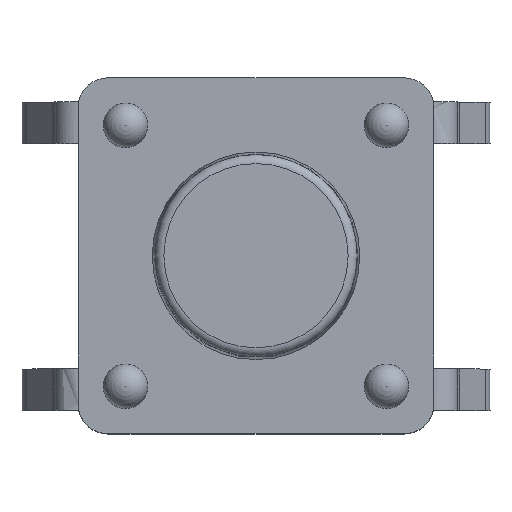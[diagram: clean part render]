
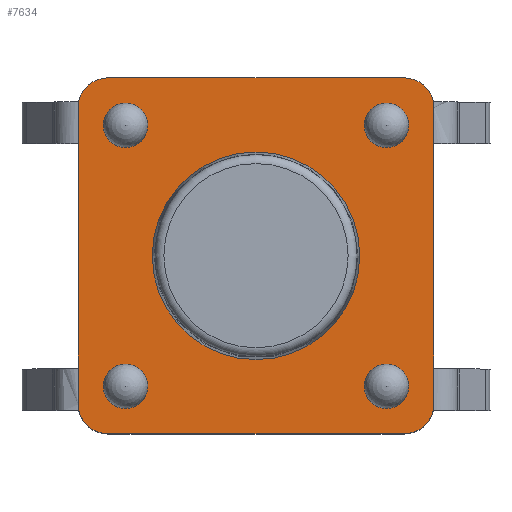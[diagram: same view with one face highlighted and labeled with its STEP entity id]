
A CAD part, top view. The second image highlights one B-rep face of the part: STEP entity #7634.
In plain terms, the highlighted planar face has unit normal (0, 0, 1).
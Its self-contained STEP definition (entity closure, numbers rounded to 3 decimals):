
#7182=CARTESIAN_POINT('',(-2.5,-3.,0.3));
#7183=VERTEX_POINT('',#7182);
#7184=CARTESIAN_POINT('',(-3.0,-2.5,0.3));
#7185=VERTEX_POINT('',#7184);
#7186=CARTESIAN_POINT('',(-2.5,-2.5,0.3));
#7187=DIRECTION('',(0.0,0.0,-1.0));
#7188=DIRECTION('',(-0.707,-0.707,0.0));
#7189=AXIS2_PLACEMENT_3D('',#7186,#7187,#7188);
#7190=CIRCLE('',#7189,0.5);
#7191=EDGE_CURVE('',#7183,#7185,#7190,.T.);
#7233=CARTESIAN_POINT('',(2.5,-3.,0.3));
#7234=VERTEX_POINT('',#7233);
#7241=CARTESIAN_POINT('',(2.5,-3.,0.3));
#7242=DIRECTION('',(-1.0,0.0,0.0));
#7243=VECTOR('',#7242,5.0);
#7244=LINE('',#7241,#7243);
#7245=EDGE_CURVE('',#7234,#7183,#7244,.T.);
#7369=CARTESIAN_POINT('',(-3.0,2.5,0.3));
#7370=VERTEX_POINT('',#7369);
#7371=CARTESIAN_POINT('',(-2.5,3.,0.3));
#7372=VERTEX_POINT('',#7371);
#7373=CARTESIAN_POINT('',(-2.5,2.5,0.3));
#7374=DIRECTION('',(0.0,0.0,-1.));
#7375=DIRECTION('',(-0.707,0.707,0.0));
#7376=AXIS2_PLACEMENT_3D('',#7373,#7374,#7375);
#7377=CIRCLE('',#7376,0.5);
#7378=EDGE_CURVE('',#7370,#7372,#7377,.T.);
#7402=CARTESIAN_POINT('',(2.5,3.,0.3));
#7403=VERTEX_POINT('',#7402);
#7404=CARTESIAN_POINT('',(-2.5,3.,0.3));
#7405=DIRECTION('',(1.0,0.0,0.0));
#7406=VECTOR('',#7405,5.0);
#7407=LINE('',#7404,#7406);
#7408=EDGE_CURVE('',#7372,#7403,#7407,.T.);
#7425=CARTESIAN_POINT('',(3.0,2.5,0.3));
#7426=VERTEX_POINT('',#7425);
#7427=CARTESIAN_POINT('',(2.5,2.5,0.3));
#7428=DIRECTION('',(0.0,0.0,-1.0));
#7429=DIRECTION('',(0.707,0.707,0.0));
#7430=AXIS2_PLACEMENT_3D('',#7427,#7428,#7429);
#7431=CIRCLE('',#7430,0.5);
#7432=EDGE_CURVE('',#7403,#7426,#7431,.T.);
#7450=CARTESIAN_POINT('',(3.0,-2.5,0.3));
#7451=VERTEX_POINT('',#7450);
#7452=CARTESIAN_POINT('',(2.5,-2.5,0.3));
#7453=DIRECTION('',(0.0,0.0,-1.));
#7454=DIRECTION('',(0.707,-0.707,0.0));
#7455=AXIS2_PLACEMENT_3D('',#7452,#7453,#7454);
#7456=CIRCLE('',#7455,0.5);
#7457=EDGE_CURVE('',#7451,#7234,#7456,.T.);
#7475=CARTESIAN_POINT('',(1.75,0.,0.3));
#7476=VERTEX_POINT('',#7475);
#7477=CARTESIAN_POINT('',(0.0,0.0,0.3));
#7478=DIRECTION('',(0.0,0.0,-1.0));
#7479=DIRECTION('',(-1.0,0.0,0.0));
#7480=AXIS2_PLACEMENT_3D('',#7477,#7478,#7479);
#7481=CIRCLE('',#7480,1.75);
#7482=EDGE_CURVE('',#7476,#7476,#7481,.T.);
#7495=CARTESIAN_POINT('',(2.575,-2.2,0.3));
#7496=VERTEX_POINT('',#7495);
#7497=CARTESIAN_POINT('',(2.2,-2.2,0.3));
#7498=DIRECTION('',(0.0,0.0,-1.0));
#7499=DIRECTION('',(-1.0,0.0,0.0));
#7500=AXIS2_PLACEMENT_3D('',#7497,#7498,#7499);
#7501=CIRCLE('',#7500,0.375);
#7502=EDGE_CURVE('',#7496,#7496,#7501,.T.);
#7515=CARTESIAN_POINT('',(-1.825,-2.2,0.3));
#7516=VERTEX_POINT('',#7515);
#7517=CARTESIAN_POINT('',(-2.2,-2.2,0.3));
#7518=DIRECTION('',(0.0,0.0,-1.0));
#7519=DIRECTION('',(-1.0,0.0,0.0));
#7520=AXIS2_PLACEMENT_3D('',#7517,#7518,#7519);
#7521=CIRCLE('',#7520,0.375);
#7522=EDGE_CURVE('',#7516,#7516,#7521,.T.);
#7535=CARTESIAN_POINT('',(2.575,2.2,0.3));
#7536=VERTEX_POINT('',#7535);
#7537=CARTESIAN_POINT('',(2.2,2.2,0.3));
#7538=DIRECTION('',(0.0,0.0,-1.0));
#7539=DIRECTION('',(-1.0,0.0,0.0));
#7540=AXIS2_PLACEMENT_3D('',#7537,#7538,#7539);
#7541=CIRCLE('',#7540,0.375);
#7542=EDGE_CURVE('',#7536,#7536,#7541,.T.);
#7555=CARTESIAN_POINT('',(-1.825,2.2,0.3));
#7556=VERTEX_POINT('',#7555);
#7557=CARTESIAN_POINT('',(-2.2,2.2,0.3));
#7558=DIRECTION('',(0.0,0.0,-1.0));
#7559=DIRECTION('',(-1.0,0.0,0.0));
#7560=AXIS2_PLACEMENT_3D('',#7557,#7558,#7559);
#7561=CIRCLE('',#7560,0.375);
#7562=EDGE_CURVE('',#7556,#7556,#7561,.T.);
#7576=CARTESIAN_POINT('',(3.0,2.5,0.3));
#7577=DIRECTION('',(0.0,-1.0,0.0));
#7578=VECTOR('',#7577,5.0);
#7579=LINE('',#7576,#7578);
#7580=EDGE_CURVE('',#7426,#7451,#7579,.T.);
#7593=CARTESIAN_POINT('',(-3.0,-2.5,0.3));
#7594=DIRECTION('',(0.0,1.0,0.0));
#7595=VECTOR('',#7594,5.0);
#7596=LINE('',#7593,#7595);
#7597=EDGE_CURVE('',#7185,#7370,#7596,.T.);
#7604=CARTESIAN_POINT('',(0.0,0.,0.3));
#7605=DIRECTION('',(0.0,0.0,1.0));
#7606=DIRECTION('',(1.0,0.0,0.0));
#7607=AXIS2_PLACEMENT_3D('',#7604,#7605,#7606);
#7608=PLANE('',#7607);
#7609=ORIENTED_EDGE('',*,*,#7191,.F.);
#7610=ORIENTED_EDGE('',*,*,#7245,.F.);
#7611=ORIENTED_EDGE('',*,*,#7457,.F.);
#7612=ORIENTED_EDGE('',*,*,#7580,.F.);
#7613=ORIENTED_EDGE('',*,*,#7432,.F.);
#7614=ORIENTED_EDGE('',*,*,#7408,.F.);
#7615=ORIENTED_EDGE('',*,*,#7378,.F.);
#7616=ORIENTED_EDGE('',*,*,#7597,.F.);
#7617=EDGE_LOOP('',(#7609,#7610,#7611,#7612,#7613,#7614,#7615,#7616));
#7618=FACE_OUTER_BOUND('',#7617,.T.);
#7619=ORIENTED_EDGE('',*,*,#7482,.T.);
#7620=EDGE_LOOP('',(#7619));
#7621=FACE_BOUND('',#7620,.T.);
#7622=ORIENTED_EDGE('',*,*,#7502,.T.);
#7623=EDGE_LOOP('',(#7622));
#7624=FACE_BOUND('',#7623,.T.);
#7625=ORIENTED_EDGE('',*,*,#7522,.T.);
#7626=EDGE_LOOP('',(#7625));
#7627=FACE_BOUND('',#7626,.T.);
#7628=ORIENTED_EDGE('',*,*,#7542,.T.);
#7629=EDGE_LOOP('',(#7628));
#7630=FACE_BOUND('',#7629,.T.);
#7631=ORIENTED_EDGE('',*,*,#7562,.T.);
#7632=EDGE_LOOP('',(#7631));
#7633=FACE_BOUND('',#7632,.T.);
#7634=ADVANCED_FACE('',(#7618,#7621,#7624,#7627,#7630,#7633),#7608,.T.);
